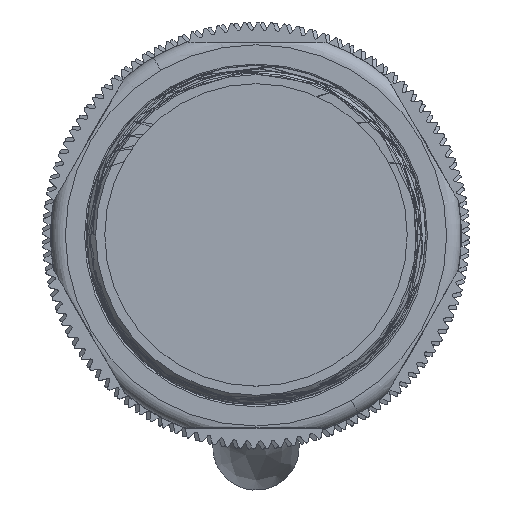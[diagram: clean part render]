
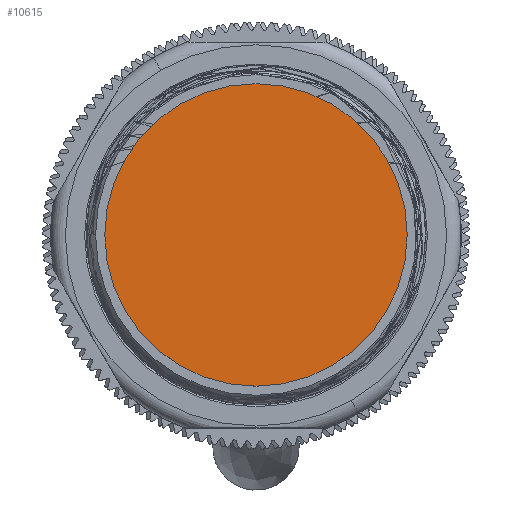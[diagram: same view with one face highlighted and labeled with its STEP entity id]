
A CAD part, top view. The second image highlights one B-rep face of the part: STEP entity #10615.
In plain terms, the highlighted planar face has unit normal (0, 0, 1).
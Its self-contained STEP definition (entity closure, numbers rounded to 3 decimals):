
#293 = DIRECTION ( 'NONE',  ( 0., 0., 1. ) ) ;
#1158 = CIRCLE ( 'NONE', #7991, 8.25 ) ;
#4002 = DIRECTION ( 'NONE',  ( 0., 0., 1. ) ) ;
#5664 = AXIS2_PLACEMENT_3D ( 'NONE', #31650, #10418, #35286 ) ;
#6545 = ORIENTED_EDGE ( 'NONE', *, *, #21615, .T. ) ;
#7991 = AXIS2_PLACEMENT_3D ( 'NONE', #25306, #4002, #28888 ) ;
#10418 = DIRECTION ( 'NONE',  ( 0., 0., 1. ) ) ;
#10615 = ADVANCED_FACE ( 'NONE', ( #32520 ), #42780, .T. ) ;
#15096 = CIRCLE ( 'NONE', #5664, 8.25 ) ;
#16918 = AXIS2_PLACEMENT_3D ( 'NONE', #21580, #293, #25158 ) ;
#21580 = CARTESIAN_POINT ( 'NONE',  ( 0., 0., 80. ) ) ;
#21615 = EDGE_CURVE ( 'NONE', #28501, #39370, #1158, .T. ) ;
#22173 = EDGE_CURVE ( 'NONE', #39370, #28501, #15096, .T. ) ;
#25158 = DIRECTION ( 'NONE',  ( 1., 0., 0. ) ) ;
#25306 = CARTESIAN_POINT ( 'NONE',  ( 0., 0., 80. ) ) ;
#28501 = VERTEX_POINT ( 'NONE', #31682 ) ;
#28888 = DIRECTION ( 'NONE',  ( 1., 0., 0. ) ) ;
#29162 = ORIENTED_EDGE ( 'NONE', *, *, #22173, .T. ) ;
#31650 = CARTESIAN_POINT ( 'NONE',  ( 0., 0., 80. ) ) ;
#31682 = CARTESIAN_POINT ( 'NONE',  ( 8.25, 0., 80. ) ) ;
#32520 = FACE_OUTER_BOUND ( 'NONE', #45336, .T. ) ;
#34865 = CARTESIAN_POINT ( 'NONE',  ( -8.25, 0., 80. ) ) ;
#35286 = DIRECTION ( 'NONE',  ( 1., 0., 0. ) ) ;
#39370 = VERTEX_POINT ( 'NONE', #34865 ) ;
#42780 = PLANE ( 'NONE',  #16918 ) ;
#45336 = EDGE_LOOP ( 'NONE', ( #6545, #29162 ) ) ;
